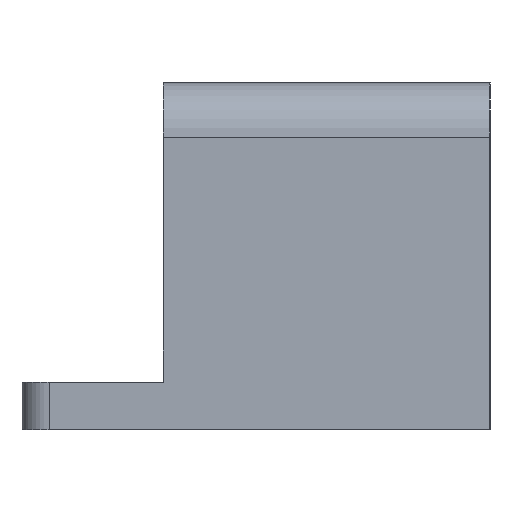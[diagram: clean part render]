
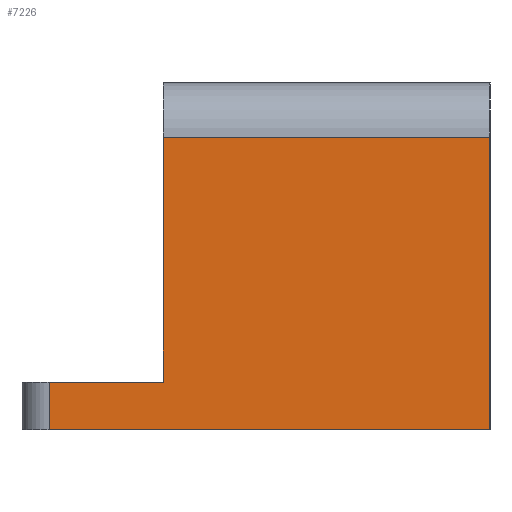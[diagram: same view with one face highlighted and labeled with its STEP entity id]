
A CAD part, left-side view. The second image highlights one B-rep face of the part: STEP entity #7226.
In plain terms, the highlighted planar face has unit normal (-1, 0, 0).
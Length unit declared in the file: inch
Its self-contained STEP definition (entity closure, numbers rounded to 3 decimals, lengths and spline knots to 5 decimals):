
#96 = ORIENTED_EDGE ( 'NONE', *, *, #2852, .T. ) ;
#110 = ORIENTED_EDGE ( 'NONE', *, *, #2843, .F. ) ;
#113 = ORIENTED_EDGE ( 'NONE', *, *, #2854, .T. ) ;
#137 = EDGE_LOOP ( 'NONE', ( #1421, #96, #2271, #113, #2287, #110 ) ) ;
#1421 = ORIENTED_EDGE ( 'NONE', *, *, #2853, .T. ) ;
#2271 = ORIENTED_EDGE ( 'NONE', *, *, #2846, .T. ) ;
#2287 = ORIENTED_EDGE ( 'NONE', *, *, #2847, .F. ) ;
#2365 = AXIS2_PLACEMENT_3D ( 'NONE', #4873, #4880, #4881 ) ;
#2843 = EDGE_CURVE ( 'NONE', #5433, #5434, #3501, .T. ) ;
#2846 = EDGE_CURVE ( 'NONE', #5440, #5441, #3477, .T. ) ;
#2847 = EDGE_CURVE ( 'NONE', #5434, #5442, #3503, .T. ) ;
#2852 = EDGE_CURVE ( 'NONE', #5439, #5440, #3507, .T. ) ;
#2853 = EDGE_CURVE ( 'NONE', #5433, #5439, #3519, .T. ) ;
#2854 = EDGE_CURVE ( 'NONE', #5441, #5442, #3521, .T. ) ;
#3477 = LINE ( 'NONE', #6589, #3506 ) ;
#3501 = LINE ( 'NONE', #6585, #3502 ) ;
#3502 = VECTOR ( 'NONE', #6586, 39.37008 ) ;
#3503 = LINE ( 'NONE', #6591, #3508 ) ;
#3506 = VECTOR ( 'NONE', #6592, 39.37008 ) ;
#3507 = LINE ( 'NONE', #6597, #3518 ) ;
#3508 = VECTOR ( 'NONE', #6594, 39.37008 ) ;
#3518 = VECTOR ( 'NONE', #6605, 39.37008 ) ;
#3519 = LINE ( 'NONE', #6606, #3520 ) ;
#3520 = VECTOR ( 'NONE', #6607, 39.37008 ) ;
#3521 = LINE ( 'NONE', #6608, #3522 ) ;
#3522 = VECTOR ( 'NONE', #6609, 39.37008 ) ;
#4581 = FACE_OUTER_BOUND ( 'NONE', #137, .T. ) ;
#4873 = CARTESIAN_POINT ( 'NONE',  ( -3.75, 4.3, 0. ) ) ;
#4877 = PLANE ( 'NONE',  #2365 ) ;
#4880 = DIRECTION ( 'NONE',  ( 1., 0., 0. ) ) ;
#4881 = DIRECTION ( 'NONE',  ( 0., 0., -1. ) ) ;
#5433 = VERTEX_POINT ( 'NONE', #6270 ) ;
#5434 = VERTEX_POINT ( 'NONE', #6271 ) ;
#5439 = VERTEX_POINT ( 'NONE', #6276 ) ;
#5440 = VERTEX_POINT ( 'NONE', #6277 ) ;
#5441 = VERTEX_POINT ( 'NONE', #6278 ) ;
#5442 = VERTEX_POINT ( 'NONE', #6279 ) ;
#6270 = CARTESIAN_POINT ( 'NONE',  ( -3.75, 3., 0.4375 ) ) ;
#6271 = CARTESIAN_POINT ( 'NONE',  ( -3.75, 3., 2.6875 ) ) ;
#6276 = CARTESIAN_POINT ( 'NONE',  ( -3.75, 4.05, 0.4375 ) ) ;
#6277 = CARTESIAN_POINT ( 'NONE',  ( -3.75, 4.05, 0. ) ) ;
#6278 = CARTESIAN_POINT ( 'NONE',  ( -3.75, 0., 0. ) ) ;
#6279 = CARTESIAN_POINT ( 'NONE',  ( -3.75, 0., 2.6875 ) ) ;
#6585 = CARTESIAN_POINT ( 'NONE',  ( -3.75, 3., -7.17433 ) ) ;
#6586 = DIRECTION ( 'NONE',  ( 0., 0., 1. ) ) ;
#6589 = CARTESIAN_POINT ( 'NONE',  ( -3.75, 4.3, 0. ) ) ;
#6591 = CARTESIAN_POINT ( 'NONE',  ( -3.75, 4.3, 2.6875 ) ) ;
#6592 = DIRECTION ( 'NONE',  ( 0., -1., 0. ) ) ;
#6594 = DIRECTION ( 'NONE',  ( 0., -1., 0. ) ) ;
#6597 = CARTESIAN_POINT ( 'NONE',  ( -3.75, 4.05, 0. ) ) ;
#6605 = DIRECTION ( 'NONE',  ( 0., 0., -1. ) ) ;
#6606 = CARTESIAN_POINT ( 'NONE',  ( -3.75, 4.3, 0.4375 ) ) ;
#6607 = DIRECTION ( 'NONE',  ( 0., 1., 0. ) ) ;
#6608 = CARTESIAN_POINT ( 'NONE',  ( -3.75, 0., 0. ) ) ;
#6609 = DIRECTION ( 'NONE',  ( 0., 0., 1. ) ) ;
#7226 = ADVANCED_FACE ( 'NONE', ( #4581 ), #4877, .F. ) ;
